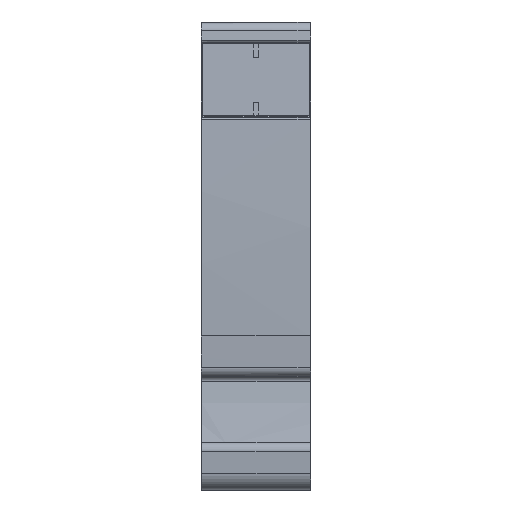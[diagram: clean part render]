
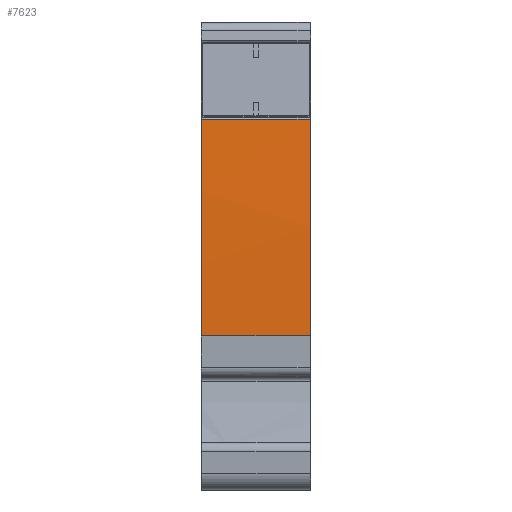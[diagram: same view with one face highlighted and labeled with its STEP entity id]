
A CAD part, front view. The second image highlights one B-rep face of the part: STEP entity #7623.
In plain terms, the highlighted cylindrical face has radius 230.64 mm (diameter 461.28 mm), a partial arc.
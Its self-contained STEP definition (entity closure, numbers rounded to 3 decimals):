
#5083=AXIS2_PLACEMENT_3D('Circle Axis2P3D',#5081,#5082,$) ;
#6863=AXIS2_PLACEMENT_3D('Cylinder Axis2P3D',#6860,#6861,#6862) ;
#2934=CARTESIAN_POINT('Vertex',(11.95,1.798,40.814)) ;
#2938=CARTESIAN_POINT('Control Point',(11.95,1.798,40.814)) ;
#2939=CARTESIAN_POINT('Control Point',(11.95,1.471,36.05)) ;
#2940=CARTESIAN_POINT('Control Point',(11.95,1.268,31.277)) ;
#2941=CARTESIAN_POINT('Control Point',(11.95,1.188,26.5)) ;
#2942=CARTESIAN_POINT('Control Point',(11.95,1.233,21.723)) ;
#2943=CARTESIAN_POINT('Control Point',(11.95,1.4,16.95)) ;
#2944=CARTESIAN_POINT('Vertex',(11.95,1.4,16.95)) ;
#5078=CARTESIAN_POINT('Vertex',(0.,1.4,16.95)) ;
#5081=CARTESIAN_POINT('Axis2P3D Location',(0.,231.898,25.05)) ;
#5085=CARTESIAN_POINT('Vertex',(0.,1.798,40.814)) ;
#6860=CARTESIAN_POINT('Axis2P3D Location',(6.,231.898,25.05)) ;
#7592=CARTESIAN_POINT('Line Origine',(5.39,1.798,40.814)) ;
#7604=CARTESIAN_POINT('Line Origine',(6.,1.4,16.95)) ;
#7608=CARTESIAN_POINT('Vertex',(0.05,1.4,16.95)) ;
#7611=CARTESIAN_POINT('Line Origine',(6.,1.4,16.95)) ;
#5082=DIRECTION('Axis2P3D Direction',(1.,0.,0.)) ;
#6861=DIRECTION('Axis2P3D Direction',(1.,0.,0.)) ;
#6862=DIRECTION('Axis2P3D XDirection',(0.,-0.994,0.111)) ;
#7593=DIRECTION('Vector Direction',(1.,0.,0.)) ;
#7605=DIRECTION('Vector Direction',(1.,0.,0.)) ;
#7612=DIRECTION('Vector Direction',(1.,0.,0.)) ;
#7594=VECTOR('Line Direction',#7593,1.) ;
#7606=VECTOR('Line Direction',#7605,1.) ;
#7613=VECTOR('Line Direction',#7612,1.) ;
#7617=ORIENTED_EDGE('',*,*,#7596,.T.) ;
#7618=ORIENTED_EDGE('',*,*,#5087,.T.) ;
#7619=ORIENTED_EDGE('',*,*,#7610,.F.) ;
#7620=ORIENTED_EDGE('',*,*,#7615,.T.) ;
#7621=ORIENTED_EDGE('',*,*,#2946,.T.) ;
#7623=ADVANCED_FACE('MLD 1',(#7622),#6864,.T.) ;
#2937=B_SPLINE_CURVE_WITH_KNOTS('',5,(#2938,#2939,#2940,#2941,#2942,#2943),.UNSPECIFIED.,.F.,.U.,(6,6),(0.,33.773),.UNSPECIFIED.) ;
#5084=CIRCLE('generated circle',#5083,230.64) ;
#6864=CYLINDRICAL_SURFACE('generated cylinder',#6863,230.64) ;
#2946=EDGE_CURVE('',#2945,#2935,#2937,.F.) ;
#5087=EDGE_CURVE('',#5086,#5079,#5084,.T.) ;
#7596=EDGE_CURVE('',#2935,#5086,#7595,.F.) ;
#7610=EDGE_CURVE('',#7609,#5079,#7607,.F.) ;
#7615=EDGE_CURVE('',#7609,#2945,#7614,.T.) ;
#7616=EDGE_LOOP('',(#7617,#7618,#7619,#7620,#7621)) ;
#7622=FACE_OUTER_BOUND('',#7616,.T.) ;
#7595=LINE('Line',#7592,#7594) ;
#7607=LINE('Line',#7604,#7606) ;
#7614=LINE('Line',#7611,#7613) ;
#2935=VERTEX_POINT('',#2934) ;
#2945=VERTEX_POINT('',#2944) ;
#5079=VERTEX_POINT('',#5078) ;
#5086=VERTEX_POINT('',#5085) ;
#7609=VERTEX_POINT('',#7608) ;
